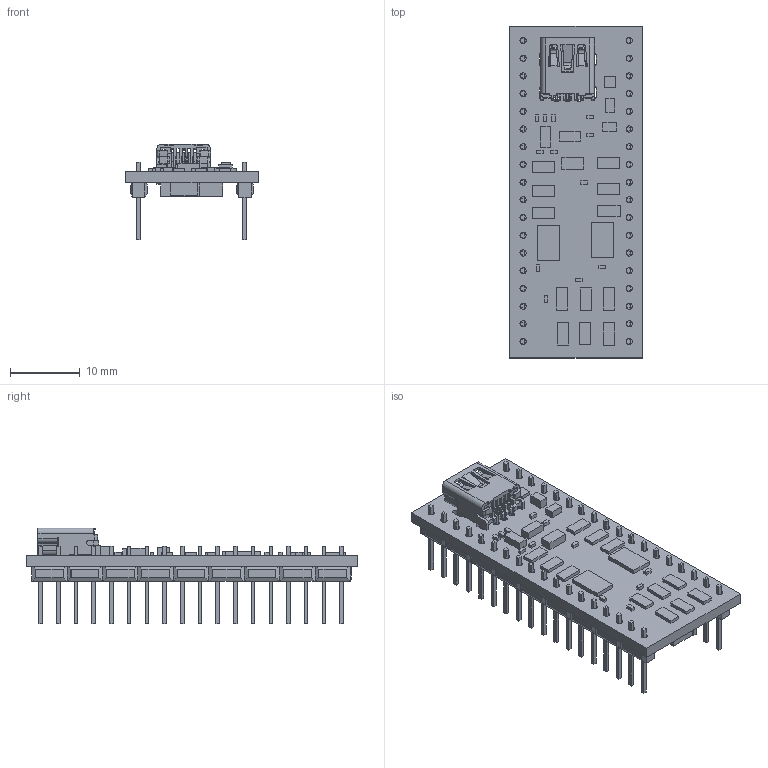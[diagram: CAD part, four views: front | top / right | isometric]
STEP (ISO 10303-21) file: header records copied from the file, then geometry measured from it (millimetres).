
FILE_DESCRIPTION(('FreeCAD Model'),'2;1');
FILE_NAME('Compound.step', '2017-02-23T12:29:10',('kicad StepUp'),('ksu MCAD'), 'Open CASCADE STEP processor 6.8','FreeCAD','Unknown');
FILE_SCHEMA(('AUTOMOTIVE_DESIGN_CC2 { 1 2 10303 214 -1 1 5 4 }'));
Length unit declared in the file: millimetre
Products named in the file (1): Compound
Bounding box: 19.05 x 47.62 x 13.73 mm (x, y, z)
Volume: 2457.6 mm3; surface area: 5243.1 mm2
Topology: 55 solids, 55 shells, 1381 faces, 3356 edges, 2160 vertices
Faces by surface type: plane 1246, cylinder 109, bspline 18, cone 8
Full cylindrical faces by diameter (mm): 0.8 x5, 0.889 x36
Entity records: 49756 total; most frequent: CARTESIAN_POINT 7606, ORIENTED_EDGE 6676, DIRECTION 6272, EDGE_CURVE 3338, LINE 3088, VECTOR 3088, VERTEX_POINT 2124, AXIS2_PLACEMENT_3D 1592
